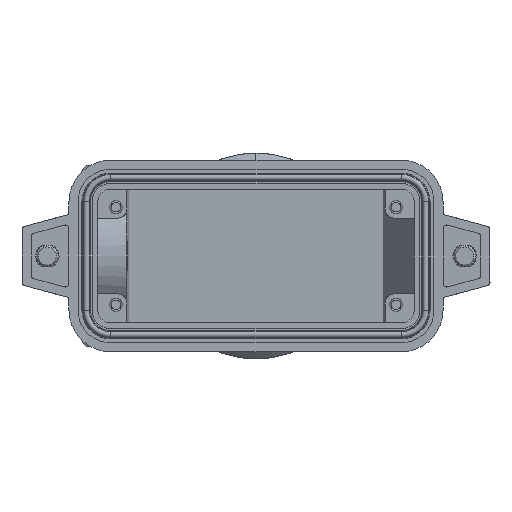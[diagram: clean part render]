
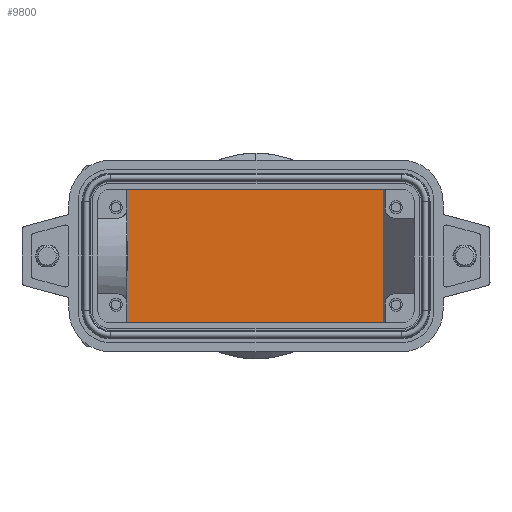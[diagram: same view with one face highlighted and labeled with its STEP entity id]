
A CAD part, front view. The second image highlights one B-rep face of the part: STEP entity #9800.
In plain terms, the highlighted planar face has unit normal (0, -1, 0).
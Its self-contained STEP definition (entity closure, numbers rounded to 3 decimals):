
#1252=DIRECTION('',(0.,0.,1.));
#1253=VECTOR('',#1252,37.);
#1254=CARTESIAN_POINT('',(-35.149,145.,-18.5));
#1255=LINE('',#1254,#1253);
#1392=DIRECTION('',(-1.,0.,0.));
#1393=VECTOR('',#1392,70.298);
#1394=CARTESIAN_POINT('',(35.149,145.,18.5));
#1395=LINE('',#1394,#1393);
#1396=DIRECTION('',(0.,0.,1.));
#1397=VECTOR('',#1396,37.);
#1398=CARTESIAN_POINT('',(35.149,145.,-18.5));
#1399=LINE('',#1398,#1397);
#1400=DIRECTION('',(1.,0.,0.));
#1401=VECTOR('',#1400,70.298);
#1402=CARTESIAN_POINT('',(-35.149,145.,-18.5));
#1403=LINE('',#1402,#1401);
#6632=CARTESIAN_POINT('',(-35.149,145.,18.5));
#6634=VERTEX_POINT('',#6632);
#6637=CARTESIAN_POINT('',(35.149,145.,18.5));
#6638=VERTEX_POINT('',#6637);
#7090=CARTESIAN_POINT('',(-35.149,145.,-18.5));
#7091=VERTEX_POINT('',#7090);
#7092=CARTESIAN_POINT('',(35.149,145.,-18.5));
#7093=VERTEX_POINT('',#7092);
#9788=CARTESIAN_POINT('',(35.149,145.,-18.5));
#9789=DIRECTION('',(0.,1.,0.));
#9790=DIRECTION('',(0.,0.,1.));
#9791=AXIS2_PLACEMENT_3D('',#9788,#9789,#9790);
#9792=PLANE('',#9791);
#9793=ORIENTED_EDGE('',*,*,#9669,.F.);
#9795=ORIENTED_EDGE('',*,*,#9794,.F.);
#9796=ORIENTED_EDGE('',*,*,#9754,.F.);
#9797=ORIENTED_EDGE('',*,*,#9630,.T.);
#9798=EDGE_LOOP('',(#9793,#9795,#9796,#9797));
#9799=FACE_OUTER_BOUND('',#9798,.F.);
#9800=ADVANCED_FACE('',(#9799),#9792,.F.);
#9630=EDGE_CURVE('',#7091,#6634,#1255,.T.);
#9669=EDGE_CURVE('',#6638,#6634,#1395,.T.);
#9754=EDGE_CURVE('',#7091,#7093,#1403,.T.);
#9794=EDGE_CURVE('',#7093,#6638,#1399,.T.);
